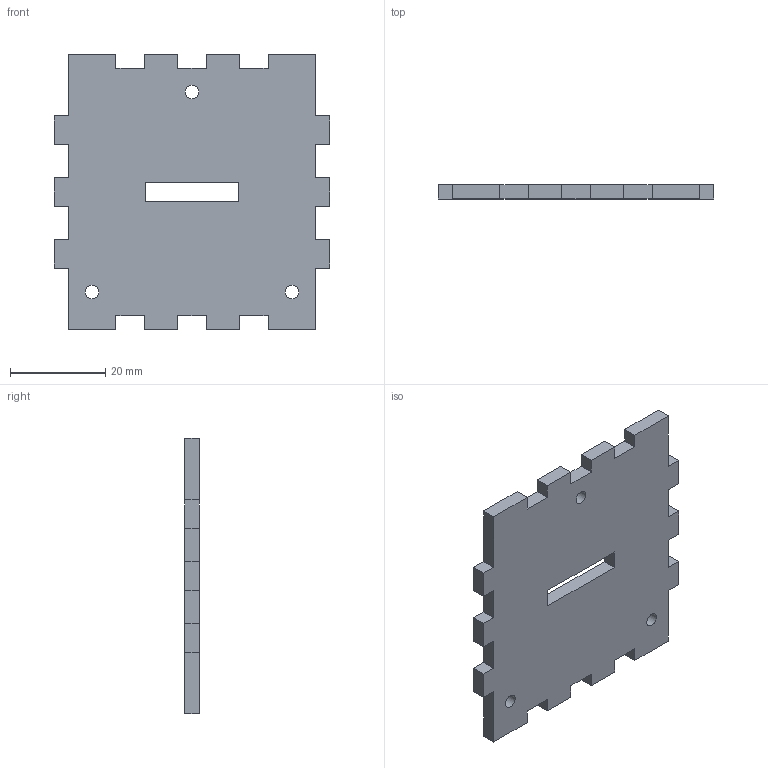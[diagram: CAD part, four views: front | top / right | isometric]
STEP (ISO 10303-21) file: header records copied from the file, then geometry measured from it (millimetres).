
FILE_DESCRIPTION(/* description */ ('STEP AP242','CAx-IF Rec.Pracs.---Representation and Presentation of Product Manufacturing Information (PMI)---4.0---2014-10-13','CAx-IF Rec.Pracs.---3D Tessellated Geometry---0.4---2014-09-14','2;1'),/* implementation_level */ '2;1');
FILE_NAME(/* name */ '917d9b6b-e58c-4e08-aaff-57d9ee96f4e6',/* time_stamp */ '2023-03-06T22:28:43+00:00',/* author */ (''),/* organization */ (''),/* preprocessor_version */ 'ST-DEVELOPER v18.102',/* originating_system */ ' ',/* authorisation */ ' ');
FILE_SCHEMA (('AP242_MANAGED_MODEL_BASED_3D_ENGINEERING_MIM_LF { 1 0 10303 442 1 1 4 }'));
Length unit declared in the file: metre
Products named in the file (1): Part 1
Bounding box: 58 x 3 x 58 mm (x, y, z)
Volume: 8753.6 mm3; surface area: 6934.8 mm2
Topology: 1 solids, 1 shells, 61 faces, 177 edges, 118 vertices
Faces by surface type: plane 58, cylinder 3
Full cylindrical faces by diameter (mm): 2.85 x3
Entity records: 2000 total; most frequent: CARTESIAN_POINT 354, ORIENTED_EDGE 348, DIRECTION 304, EDGE_CURVE 174, LINE 168, VECTOR 168, VERTEX_POINT 118, EDGE_LOOP 72
